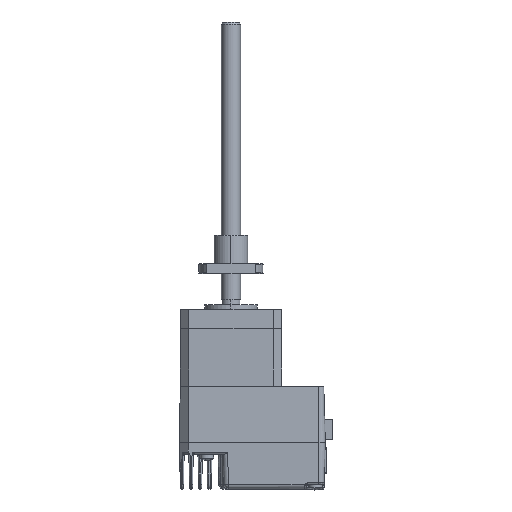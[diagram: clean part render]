
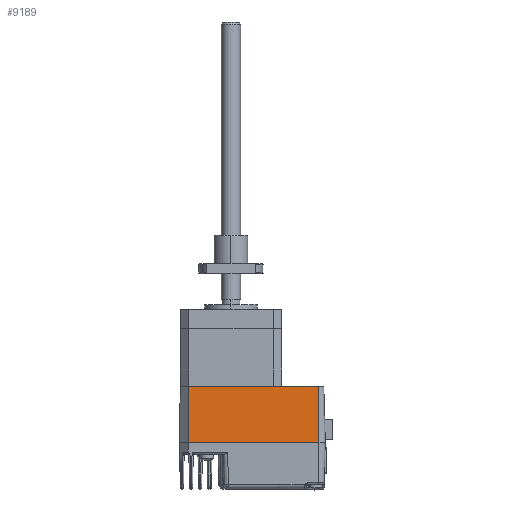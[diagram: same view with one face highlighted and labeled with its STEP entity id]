
A CAD part, top view. The second image highlights one B-rep face of the part: STEP entity #9189.
In plain terms, the highlighted planar face has unit normal (0, 0.026, 1).
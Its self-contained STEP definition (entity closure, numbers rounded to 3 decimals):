
#870 = FACE_OUTER_BOUND ( 'NONE', #10686, .T. ) ;
#1864 = CARTESIAN_POINT ( 'NONE',  ( 40.319, -50.908, 75.65 ) ) ;
#2269 = EDGE_CURVE ( 'NONE', #4164, #8047, #18359, .T. ) ;
#2638 = EDGE_CURVE ( 'NONE', #8047, #4430, #9708, .T. ) ;
#3454 = CARTESIAN_POINT ( 'NONE',  ( 40.319, -50.908, 75.65 ) ) ;
#3620 = EDGE_CURVE ( 'NONE', #4430, #10869, #11298, .T. ) ;
#3828 = VECTOR ( 'NONE', #17462, 1000. ) ;
#3980 = CARTESIAN_POINT ( 'NONE',  ( -14.081, -50.908, 75.65 ) ) ;
#4164 = VERTEX_POINT ( 'NONE', #3980 ) ;
#4429 = DIRECTION ( 'NONE',  ( 0., -1., 0.026 ) ) ;
#4430 = VERTEX_POINT ( 'NONE', #4783 ) ;
#4783 = CARTESIAN_POINT ( 'NONE',  ( 40.319, -74.408, 76.265 ) ) ;
#5284 = CARTESIAN_POINT ( 'NONE',  ( -14.081, -74.408, 76.265 ) ) ;
#6010 = VECTOR ( 'NONE', #13689, 1000. ) ;
#6379 = ORIENTED_EDGE ( 'NONE', *, *, #17705, .T. ) ;
#6452 = ORIENTED_EDGE ( 'NONE', *, *, #3620, .T. ) ;
#8047 = VERTEX_POINT ( 'NONE', #10559 ) ;
#8156 = LINE ( 'NONE', #12643, #15192 ) ;
#8342 = ORIENTED_EDGE ( 'NONE', *, *, #2269, .T. ) ;
#9189 = ADVANCED_FACE ( 'NONE', ( #870 ), #11389, .T. ) ;
#9659 = CARTESIAN_POINT ( 'NONE',  ( -14.081, -50.908, 75.65 ) ) ;
#9708 = LINE ( 'NONE', #5284, #6010 ) ;
#10559 = CARTESIAN_POINT ( 'NONE',  ( -14.336, -74.408, 76.265 ) ) ;
#10686 = EDGE_LOOP ( 'NONE', ( #6379, #8342, #15717, #6452 ) ) ;
#10796 = VECTOR ( 'NONE', #13891, 1000. ) ;
#10869 = VERTEX_POINT ( 'NONE', #3454 ) ;
#11298 = LINE ( 'NONE', #1864, #3828 ) ;
#11389 = PLANE ( 'NONE',  #13098 ) ;
#12643 = CARTESIAN_POINT ( 'NONE',  ( -14.081, -50.908, 75.65 ) ) ;
#12824 = DIRECTION ( 'NONE',  ( 0., 0.026, 1. ) ) ;
#13098 = AXIS2_PLACEMENT_3D ( 'NONE', #15628, #12824, #4429 ) ;
#13689 = DIRECTION ( 'NONE',  ( 1., 0., 0. ) ) ;
#13891 = DIRECTION ( 'NONE',  ( -0.011, -1., 0.026 ) ) ;
#15192 = VECTOR ( 'NONE', #16980, 1000. ) ;
#15628 = CARTESIAN_POINT ( 'NONE',  ( -14.081, -50.908, 75.65 ) ) ;
#15717 = ORIENTED_EDGE ( 'NONE', *, *, #2638, .T. ) ;
#16980 = DIRECTION ( 'NONE',  ( -1., 0., 0. ) ) ;
#17462 = DIRECTION ( 'NONE',  ( 0., 1., -0.026 ) ) ;
#17705 = EDGE_CURVE ( 'NONE', #10869, #4164, #8156, .T. ) ;
#18359 = LINE ( 'NONE', #9659, #10796 ) ;
